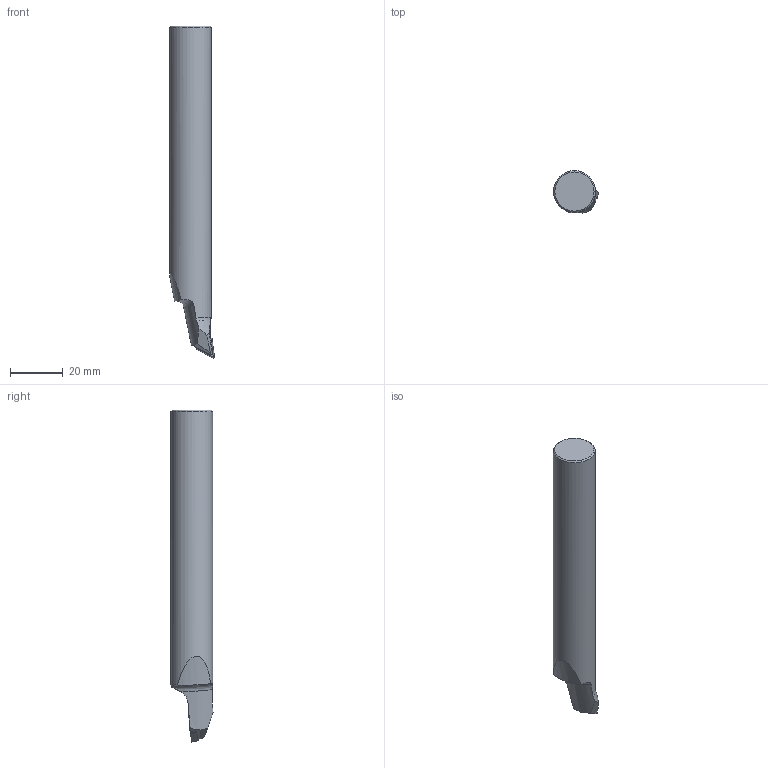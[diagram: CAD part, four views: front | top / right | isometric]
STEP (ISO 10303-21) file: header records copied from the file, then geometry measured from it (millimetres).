
FILE_DESCRIPTION(/* description */ (''),/* implementation_level */ '2;1');
FILE_NAME(/* name */ '1571897605778.stp',/* time_stamp */ '2019-10-24T11:43:41+05:00',/* author */ (''),/* organization */ ('SMS'),/* preprocessor_version */ 'ST-DEVELOPER v15',/* originating_system */ 'SIEMENS PLM Software NX 8.5',/* authorisation */ '');
FILE_SCHEMA (('AUTOMOTIVE_DESIGN { 1 0 10303 214 3 1 1 1 }'));
Length unit declared in the file: millimetre
Products named in the file (4): IsoTurningInsert; ASSEMBLY_CONSTRUCTION; 201927554mod000_00; 201927553mod000_00
Assembly tree (3 placements, depth 2):
  201927553mod000_00
    201927554mod000_00
    ASSEMBLY_CONSTRUCTION
    IsoTurningInsert
Bounding box: 17.03 x 16 x 126.06 mm (x, y, z)
Volume: 21747.3 mm3; surface area: 6248.3 mm2
Topology: 2 solids, 2 shells, 41 faces, 106 edges, 76 vertices
Faces by surface type: plane 18, cone 9, cylinder 8, torus 6
Full cylindrical faces by diameter (mm): 2.8 x2, 15.875 x1
Entity records: 1460 total; most frequent: CARTESIAN_POINT 346, DIRECTION 219, ORIENTED_EDGE 180, AXIS2_PLACEMENT_3D 92, EDGE_CURVE 90, VERTEX_POINT 64, EDGE_LOOP 54, ADVANCED_FACE 41
